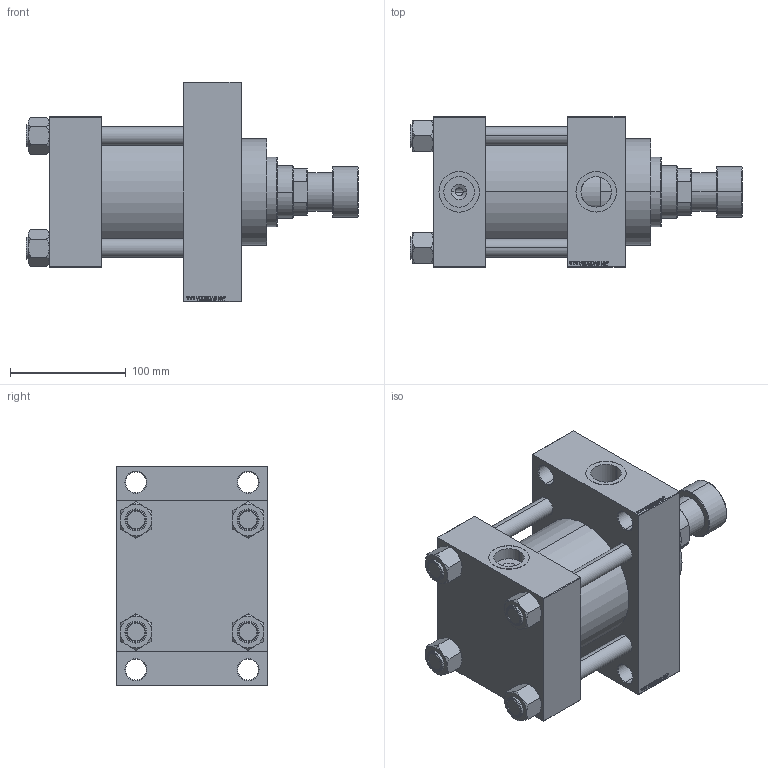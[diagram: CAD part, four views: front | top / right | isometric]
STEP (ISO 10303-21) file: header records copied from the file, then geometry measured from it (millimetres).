
FILE_DESCRIPTION (( 'STEP AP203' ), '1' );
FILE_NAME ('6bfb.STEP', '2022-04-16T20:18:36', ( '' ), ( '' ), 'SwSTEP 2.0', 'SolidWorks 2019', '' );
FILE_SCHEMA (( 'CONFIG_CONTROL_DESIGN' ));
Length unit declared in the file: millimetre
Products named in the file (7): V215CD_VCP_D ac3236ef29a2fd7801681915c16d6cf0; V215CD_VC_A ac3236ef29a2fd7801681915c16d6cf0; 6bfb; V215CR_ROD_END_F ac3236ef29a2fd7801681915c16d6cf0; V215CD_D_TYCINKA ac3236ef29a2fd7801681915c16d6cf0; V215CD_D_Body ac3236ef29a2fd7801681915c16d6cf0; V215CD_NUT_M5_D ac3236ef29a2fd7801681915c16d6cf0
Assembly tree (12 placements, depth 2):
  6bfb
    V215CD_D_Body ac3236ef29a2fd7801681915c16d6cf0
    V215CD_VC_A ac3236ef29a2fd7801681915c16d6cf0
    V215CD_VCP_D ac3236ef29a2fd7801681915c16d6cf0
    V215CD_D_TYCINKA ac3236ef29a2fd7801681915c16d6cf0  x4
    V215CD_NUT_M5_D ac3236ef29a2fd7801681915c16d6cf0  x4
    V215CR_ROD_END_F ac3236ef29a2fd7801681915c16d6cf0
Bounding box: 287 x 130 x 190 mm (x, y, z)
Volume: 2642383.8 mm3; surface area: 363101.1 mm2
Topology: 12 solids, 12 shells, 1172 faces, 2943 edges, 1909 vertices
Faces by surface type: plane 550, bspline 368, cone 146, cylinder 96, torus 12
Entity records: 48326 total; most frequent: CARTESIAN_POINT 25278, ORIENTED_EDGE 5150, DIRECTION 3379, EDGE_CURVE 2575, VERTEX_POINT 1687, LINE 1539, VECTOR 1539, EDGE_LOOP 1150
